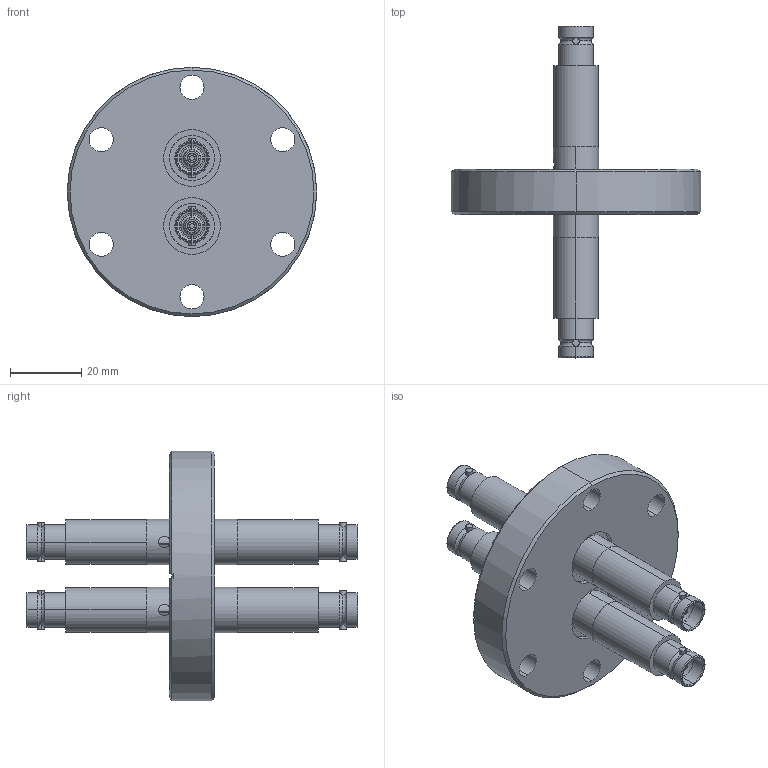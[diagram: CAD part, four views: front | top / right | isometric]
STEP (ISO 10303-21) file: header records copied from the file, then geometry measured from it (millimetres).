
FILE_DESCRIPTION (( 'STEP AP203' ), '1' );
FILE_NAME ('A0473-3-CF.STEP', '2011-10-04T18:46:20', ( '' ), ( '' ), 'SwSTEP 2.0', 'SolidWorks 2011', '' );
FILE_SCHEMA (( 'CONFIG_CONTROL_DESIGN' ));
Length unit declared in the file: inch
Products named in the file (1): A0473-3-CF
Bounding box: 69.85 x 92.96 x 69.85 mm (x, y, z)
Volume: 51948.8 mm3; surface area: 30641.1 mm2
Topology: 1 solids, 1 shells, 615 faces, 1554 edges, 985 vertices
Faces by surface type: cylinder 262, plane 184, cone 99, torus 64, sphere 6
Entity records: 20352 total; most frequent: CARTESIAN_POINT 4869, DIRECTION 3531, ORIENTED_EDGE 3096, EDGE_CURVE 1548, AXIS2_PLACEMENT_3D 1475, VERTEX_POINT 981, CIRCLE 859, EDGE_LOOP 705
